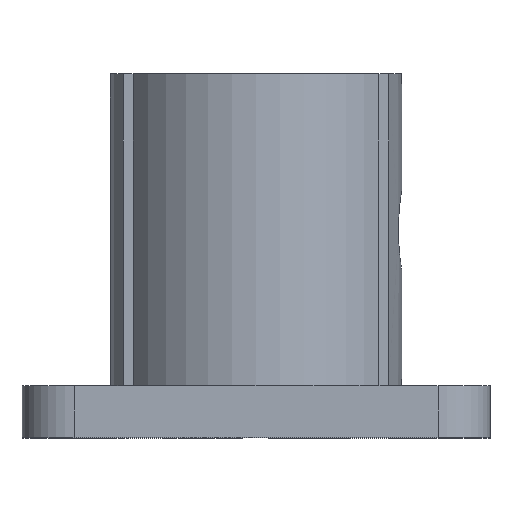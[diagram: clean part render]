
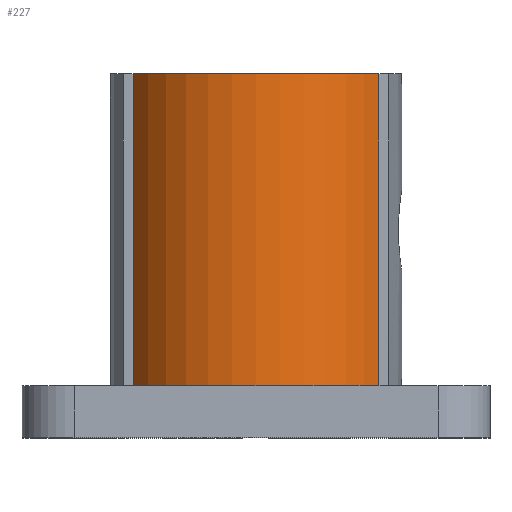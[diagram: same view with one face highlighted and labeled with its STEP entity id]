
A CAD part, top view. The second image highlights one B-rep face of the part: STEP entity #227.
In plain terms, the highlighted cylindrical face has radius 28 mm (diameter 56 mm), a partial arc.
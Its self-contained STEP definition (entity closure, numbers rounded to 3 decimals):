
#227 = ADVANCED_FACE( '', ( #512 ), #513, .T. );
#512 = FACE_OUTER_BOUND( '', #835, .T. );
#513 = CYLINDRICAL_SURFACE( '', #836, 28. );
#835 = EDGE_LOOP( '', ( #1503, #1504, #1505, #1506 ) );
#836 = AXIS2_PLACEMENT_3D( '', #1507, #1508, #1509 );
#1503 = ORIENTED_EDGE( '', *, *, #2101, .F. );
#1504 = ORIENTED_EDGE( '', *, *, #2084, .F. );
#1505 = ORIENTED_EDGE( '', *, *, #2102, .F. );
#1506 = ORIENTED_EDGE( '', *, *, #1891, .F. );
#1507 = CARTESIAN_POINT( '', ( 0., 70., 0. ) );
#1508 = DIRECTION( '', ( 0., 1., 0. ) );
#1509 = DIRECTION( '', ( 0., 0., -1. ) );
#1891 = EDGE_CURVE( '', #2284, #2286, #2287, .F. );
#2084 = EDGE_CURVE( '', #2584, #2585, #2586, .T. );
#2101 = EDGE_CURVE( '', #2585, #2284, #2606, .T. );
#2102 = EDGE_CURVE( '', #2286, #2584, #2607, .F. );
#2284 = VERTEX_POINT( '', #2823 );
#2286 = VERTEX_POINT( '', #2826 );
#2287 = CIRCLE( '', #2827, 28. );
#2584 = VERTEX_POINT( '', #3361 );
#2585 = VERTEX_POINT( '', #3362 );
#2586 = CIRCLE( '', #3363, 28. );
#2606 = LINE( '', #3393, #3394 );
#2607 = LINE( '', #3395, #3396 );
#2823 = CARTESIAN_POINT( '', ( 23.643, 10., 15. ) );
#2826 = CARTESIAN_POINT( '', ( -23.643, 10., 15. ) );
#2827 = AXIS2_PLACEMENT_3D( '', #3585, #3586, #3587 );
#3361 = CARTESIAN_POINT( '', ( -23.643, 70., 15. ) );
#3362 = CARTESIAN_POINT( '', ( 23.643, 70., 15. ) );
#3363 = AXIS2_PLACEMENT_3D( '', #3815, #3816, #3817 );
#3393 = CARTESIAN_POINT( '', ( 23.643, 70., 15. ) );
#3394 = VECTOR( '', #3828, 1000. );
#3395 = CARTESIAN_POINT( '', ( -23.643, 70., 15. ) );
#3396 = VECTOR( '', #3829, 1000. );
#3585 = CARTESIAN_POINT( '', ( 0., 10., 0. ) );
#3586 = DIRECTION( '', ( 0., 1., 0. ) );
#3587 = DIRECTION( '', ( 0., 0., 1. ) );
#3815 = CARTESIAN_POINT( '', ( 0., 70., 0. ) );
#3816 = DIRECTION( '', ( 0., 1., 0. ) );
#3817 = DIRECTION( '', ( 1., 0., 0. ) );
#3828 = DIRECTION( '', ( 0., -1., 0. ) );
#3829 = DIRECTION( '', ( 0., -1., 0. ) );
